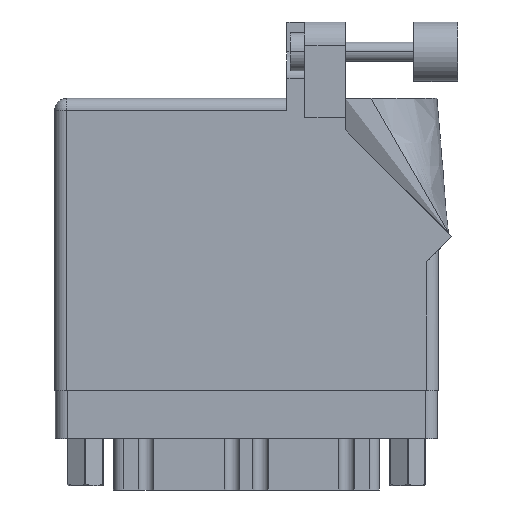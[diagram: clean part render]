
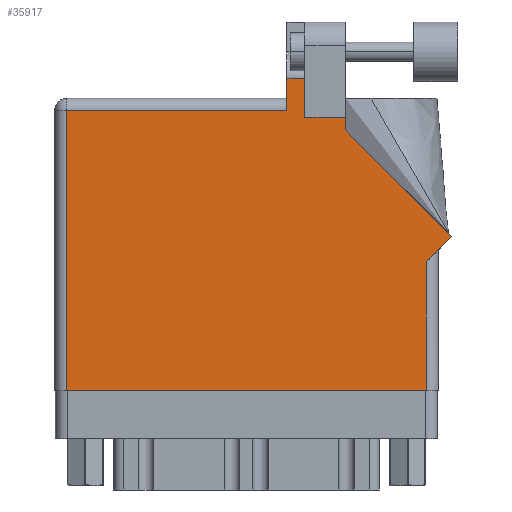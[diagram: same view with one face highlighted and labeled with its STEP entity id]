
A CAD part, front view. The second image highlights one B-rep face of the part: STEP entity #35917.
In plain terms, the highlighted face is planar.
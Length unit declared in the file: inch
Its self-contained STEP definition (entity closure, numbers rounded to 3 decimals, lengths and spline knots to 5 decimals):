
#676 = CARTESIAN_POINT ( 'NONE',  ( 2.01, 0.737, 0. ) ) ;
#806 = CARTESIAN_POINT ( 'NONE',  ( 2.08071, 0.80771, 0. ) ) ;
#893 = VERTEX_POINT ( 'NONE', #37540 ) ;
#1309 = EDGE_LOOP ( 'NONE', ( #39324, #2427, #40408, #39632, #35117, #19265, #44840, #42596, #39069, #34878, #42590 ) ) ;
#2366 = VECTOR ( 'NONE', #8848, 39.37008 ) ;
#2427 = ORIENTED_EDGE ( 'NONE', *, *, #34173, .T. ) ;
#2553 = VERTEX_POINT ( 'NONE', #39656 ) ;
#3180 = CARTESIAN_POINT ( 'NONE',  ( 1.524, 1.43, 0. ) ) ;
#3569 = VERTEX_POINT ( 'NONE', #806 ) ;
#4336 = AXIS2_PLACEMENT_3D ( 'NONE', #42017, #20064, #23446 ) ;
#4593 = FACE_OUTER_BOUND ( 'NONE', #1309, .T. ) ;
#6090 = VECTOR ( 'NONE', #22975, 39.37008 ) ;
#6124 = VERTEX_POINT ( 'NONE', #39168 ) ;
#8848 = DIRECTION ( 'NONE',  ( 1., 0., 0. ) ) ;
#8948 = CARTESIAN_POINT ( 'NONE',  ( 1.311, 1.43, 0. ) ) ;
#9390 = VERTEX_POINT ( 'NONE', #20563 ) ;
#9659 = LINE ( 'NONE', #23681, #12849 ) ;
#9952 = CARTESIAN_POINT ( 'NONE',  ( 1.948, 0., 0. ) ) ;
#10884 = CARTESIAN_POINT ( 'NONE',  ( 1.217, 1.468, 0. ) ) ;
#11039 = EDGE_CURVE ( 'NONE', #893, #37946, #23583, .T. ) ;
#11350 = LINE ( 'NONE', #676, #31104 ) ;
#12107 = CARTESIAN_POINT ( 'NONE',  ( 1.524, 1.43, 0. ) ) ;
#12849 = VECTOR ( 'NONE', #38385, 39.37008 ) ;
#13163 = LINE ( 'NONE', #28621, #17527 ) ;
#14075 = DIRECTION ( 'NONE',  ( 0., 1., 0. ) ) ;
#14202 = EDGE_CURVE ( 'NONE', #37946, #9390, #43708, .T. ) ;
#14252 = VERTEX_POINT ( 'NONE', #10884 ) ;
#14780 = VECTOR ( 'NONE', #19890, 39.37008 ) ;
#15973 = LINE ( 'NONE', #8948, #33891 ) ;
#16979 = CARTESIAN_POINT ( 'NONE',  ( 1.311, 1.6315, 0. ) ) ;
#17527 = VECTOR ( 'NONE', #42361, 39.37008 ) ;
#19265 = ORIENTED_EDGE ( 'NONE', *, *, #11039, .T. ) ;
#19499 = CARTESIAN_POINT ( 'NONE',  ( 0., 0., 0. ) ) ;
#19890 = DIRECTION ( 'NONE',  ( 0., -1., 0. ) ) ;
#20064 = DIRECTION ( 'NONE',  ( 0., 0., -1. ) ) ;
#20067 = DIRECTION ( 'NONE',  ( 0., 1., 0. ) ) ;
#20118 = LINE ( 'NONE', #30516, #14780 ) ;
#20368 = EDGE_CURVE ( 'NONE', #6124, #14252, #9659, .T. ) ;
#20563 = CARTESIAN_POINT ( 'NONE',  ( 1.948, 0.675, 0. ) ) ;
#20596 = CARTESIAN_POINT ( 'NONE',  ( 1.524, 1.36442, 0. ) ) ;
#21070 = EDGE_CURVE ( 'NONE', #3569, #2553, #23276, .T. ) ;
#21331 = VERTEX_POINT ( 'NONE', #3180 ) ;
#21551 = CARTESIAN_POINT ( 'NONE',  ( 0.062, 1.468, 0. ) ) ;
#21738 = CARTESIAN_POINT ( 'NONE',  ( 1.948, 0.737, 0. ) ) ;
#22975 = DIRECTION ( 'NONE',  ( -1., 0., 0. ) ) ;
#23206 = PLANE ( 'NONE',  #4336 ) ;
#23276 = LINE ( 'NONE', #34139, #26041 ) ;
#23446 = DIRECTION ( 'NONE',  ( -1., 0., 0. ) ) ;
#23583 = LINE ( 'NONE', #19499, #2366 ) ;
#23681 = CARTESIAN_POINT ( 'NONE',  ( 1.217, 1.53, 0. ) ) ;
#26041 = VECTOR ( 'NONE', #41370, 39.37008 ) ;
#26067 = DIRECTION ( 'NONE',  ( 0.707, 0.707, 0. ) ) ;
#26109 = LINE ( 'NONE', #29980, #34454 ) ;
#26684 = VERTEX_POINT ( 'NONE', #16979 ) ;
#28016 = VERTEX_POINT ( 'NONE', #43226 ) ;
#28329 = EDGE_CURVE ( 'NONE', #9390, #3569, #11350, .T. ) ;
#28621 = CARTESIAN_POINT ( 'NONE',  ( 0., 1.468, 0. ) ) ;
#29980 = CARTESIAN_POINT ( 'NONE',  ( 1.64177, 1.6315, 0. ) ) ;
#30516 = CARTESIAN_POINT ( 'NONE',  ( 0.062, 0., 0. ) ) ;
#31104 = VECTOR ( 'NONE', #26067, 39.37008 ) ;
#33582 = DIRECTION ( 'NONE',  ( -1., 0., 0. ) ) ;
#33891 = VECTOR ( 'NONE', #20067, 39.37008 ) ;
#34139 = CARTESIAN_POINT ( 'NONE',  ( 2.08071, 0.80771, 0. ) ) ;
#34173 = EDGE_CURVE ( 'NONE', #26684, #6124, #26109, .T. ) ;
#34445 = EDGE_CURVE ( 'NONE', #14252, #38839, #13163, .T. ) ;
#34454 = VECTOR ( 'NONE', #33582, 39.37008 ) ;
#34878 = ORIENTED_EDGE ( 'NONE', *, *, #35561, .T. ) ;
#35117 = ORIENTED_EDGE ( 'NONE', *, *, #47575, .T. ) ;
#35561 = EDGE_CURVE ( 'NONE', #2553, #21331, #46912, .T. ) ;
#35917 = ADVANCED_FACE ( 'NONE', ( #4593 ), #23206, .F. ) ;
#37540 = CARTESIAN_POINT ( 'NONE',  ( 0.062, 0., 0. ) ) ;
#37946 = VERTEX_POINT ( 'NONE', #9952 ) ;
#37991 = VECTOR ( 'NONE', #40310, 39.37008 ) ;
#38385 = DIRECTION ( 'NONE',  ( 0., -1., 0. ) ) ;
#38839 = VERTEX_POINT ( 'NONE', #21551 ) ;
#39069 = ORIENTED_EDGE ( 'NONE', *, *, #21070, .T. ) ;
#39168 = CARTESIAN_POINT ( 'NONE',  ( 1.217, 1.6315, 0. ) ) ;
#39324 = ORIENTED_EDGE ( 'NONE', *, *, #43693, .T. ) ;
#39632 = ORIENTED_EDGE ( 'NONE', *, *, #34445, .T. ) ;
#39656 = CARTESIAN_POINT ( 'NONE',  ( 1.524, 1.36442, 0. ) ) ;
#40310 = DIRECTION ( 'NONE',  ( 0., 1., 0. ) ) ;
#40408 = ORIENTED_EDGE ( 'NONE', *, *, #20368, .T. ) ;
#41334 = VECTOR ( 'NONE', #14075, 39.37008 ) ;
#41370 = DIRECTION ( 'NONE',  ( -0.707, 0.707, 0. ) ) ;
#42017 = CARTESIAN_POINT ( 'NONE',  ( 0., 1.53, 0. ) ) ;
#42361 = DIRECTION ( 'NONE',  ( -1., 0., 0. ) ) ;
#42590 = ORIENTED_EDGE ( 'NONE', *, *, #43594, .T. ) ;
#42596 = ORIENTED_EDGE ( 'NONE', *, *, #28329, .T. ) ;
#43226 = CARTESIAN_POINT ( 'NONE',  ( 1.311, 1.43, 0. ) ) ;
#43594 = EDGE_CURVE ( 'NONE', #21331, #28016, #45175, .T. ) ;
#43693 = EDGE_CURVE ( 'NONE', #28016, #26684, #15973, .T. ) ;
#43708 = LINE ( 'NONE', #21738, #37991 ) ;
#44840 = ORIENTED_EDGE ( 'NONE', *, *, #14202, .T. ) ;
#45175 = LINE ( 'NONE', #12107, #6090 ) ;
#46912 = LINE ( 'NONE', #20596, #41334 ) ;
#47575 = EDGE_CURVE ( 'NONE', #38839, #893, #20118, .T. ) ;
